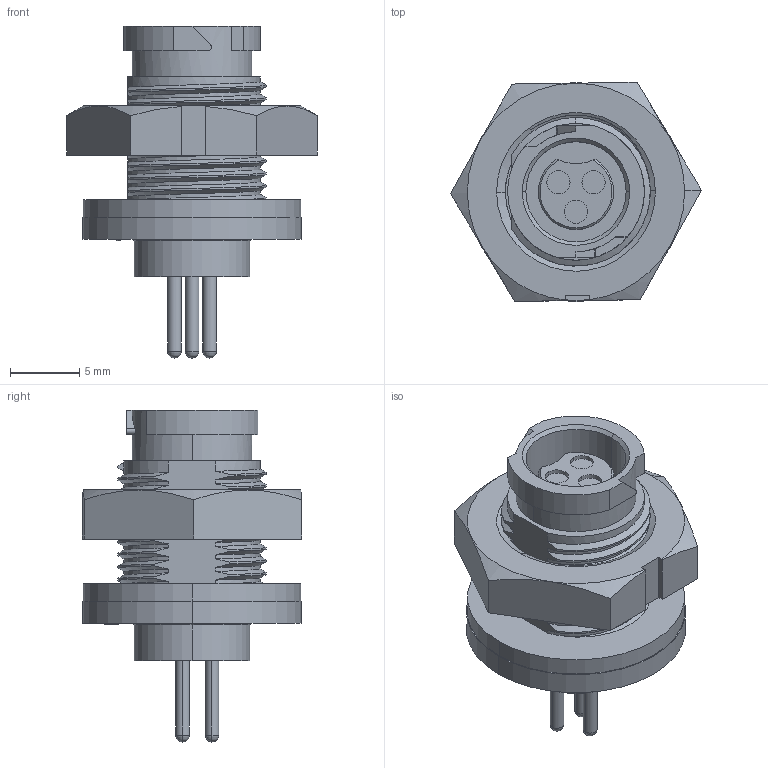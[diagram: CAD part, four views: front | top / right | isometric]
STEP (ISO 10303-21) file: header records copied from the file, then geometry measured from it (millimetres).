
FILE_DESCRIPTION (( 'STEP AP203' ), '1' );
FILE_NAME ('W17291-3SG-P-3ES.STEP', '2021-11-03T15:43:15', ( '' ), ( '' ), 'SwSTEP 2.0', 'SolidWorks 2020', '' );
FILE_SCHEMA (( 'CONFIG_CONTROL_DESIGN' ));
Length unit declared in the file: millimetre
Products named in the file (1): W17291-3SG-P-3ES
Bounding box: 18.18 x 15.88 x 24.05 mm (x, y, z)
Volume: 1925.1 mm3; surface area: 2125.6 mm2
Topology: 2 solids, 2 shells, 183 faces, 465 edges, 303 vertices
Faces by surface type: cylinder 71, plane 50, bspline 36, cone 16, torus 8, sphere 2
Entity records: 12833 total; most frequent: CARTESIAN_POINT 8747, ORIENTED_EDGE 930, DIRECTION 715, EDGE_CURVE 465, VERTEX_POINT 303, AXIS2_PLACEMENT_3D 264, EDGE_LOOP 202, VECTOR 187
